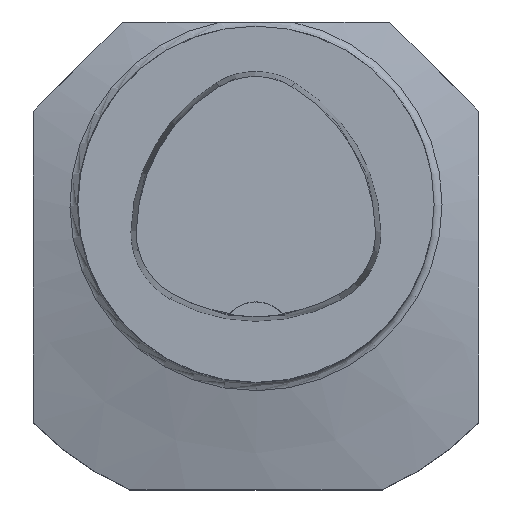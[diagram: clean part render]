
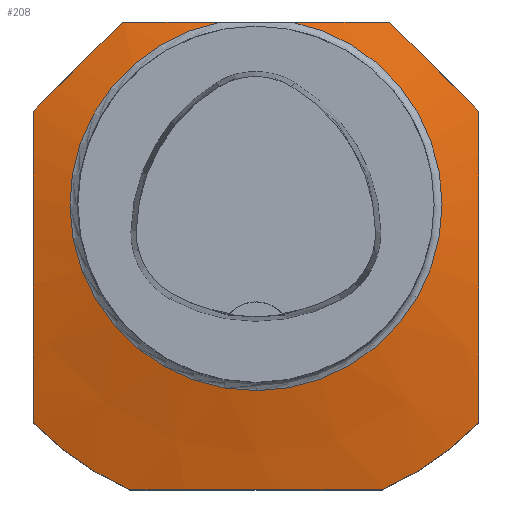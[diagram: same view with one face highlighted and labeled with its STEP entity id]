
A CAD part, top view. The second image highlights one B-rep face of the part: STEP entity #208.
In plain terms, the highlighted conical face has half-angle 75 degrees and reference radius 40 mm.
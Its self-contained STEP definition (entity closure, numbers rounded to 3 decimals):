
#49=CONICAL_SURFACE('',#1593,40.,75.);
#77=B_SPLINE_CURVE_WITH_KNOTS('',3,(#2240,#2241,#2242,#2243),
 .UNSPECIFIED.,.F.,.F.,(4,4),(0.,1.),.UNSPECIFIED.);
#78=B_SPLINE_CURVE_WITH_KNOTS('',3,(#2246,#2247,#2248,#2249),
 .UNSPECIFIED.,.F.,.F.,(4,4),(0.,1.),.UNSPECIFIED.);
#79=B_SPLINE_CURVE_WITH_KNOTS('',3,(#2251,#2252,#2253,#2254,#2255,#2256),
 .UNSPECIFIED.,.F.,.F.,(4,2,4),(0.,0.5,1.),.UNSPECIFIED.);
#80=B_SPLINE_CURVE_WITH_KNOTS('',3,(#2257,#2258,#2259,#2260,#2261,#2262),
 .UNSPECIFIED.,.F.,.F.,(4,2,4),(0.,0.5,1.),.UNSPECIFIED.);
#81=B_SPLINE_CURVE_WITH_KNOTS('',3,(#2266,#2267,#2268,#2269,#2270,#2271),
 .UNSPECIFIED.,.F.,.F.,(4,2,4),(0.,0.5,1.),.UNSPECIFIED.);
#82=B_SPLINE_CURVE_WITH_KNOTS('',3,(#2273,#2274,#2275,#2276),
 .UNSPECIFIED.,.F.,.F.,(4,4),(0.,1.),.UNSPECIFIED.);
#83=B_SPLINE_CURVE_WITH_KNOTS('',3,(#2278,#2279,#2280,#2281),
 .UNSPECIFIED.,.F.,.F.,(4,4),(0.,1.),.UNSPECIFIED.);
#127=FACE_OUTER_BOUND('',#609,.T.);
#208=ADVANCED_FACE('AR_BY_CN_IB_SU_4',(#127),#49,.T.);
#609=EDGE_LOOP('',(#741,#742,#743,#744,#745,#746,#747,#748,#749,#750));
#741=ORIENTED_EDGE('',*,*,#1291,.F.);
#742=ORIENTED_EDGE('',*,*,#1292,.T.);
#743=ORIENTED_EDGE('',*,*,#1293,.F.);
#744=ORIENTED_EDGE('',*,*,#1284,.F.);
#745=ORIENTED_EDGE('',*,*,#1294,.T.);
#746=ORIENTED_EDGE('',*,*,#1295,.F.);
#747=ORIENTED_EDGE('',*,*,#1296,.T.);
#748=ORIENTED_EDGE('',*,*,#1297,.T.);
#749=ORIENTED_EDGE('',*,*,#1298,.F.);
#750=ORIENTED_EDGE('',*,*,#1299,.T.);
#1147=VERTEX_POINT('',#2220);
#1148=VERTEX_POINT('',#2221);
#1153=VERTEX_POINT('',#2244);
#1154=VERTEX_POINT('',#2245);
#1155=VERTEX_POINT('',#2250);
#1156=VERTEX_POINT('',#2263);
#1157=VERTEX_POINT('',#2265);
#1158=VERTEX_POINT('',#2272);
#1159=VERTEX_POINT('',#2277);
#1160=VERTEX_POINT('',#2282);
#1284=EDGE_CURVE('',#1147,#1148,#1483,.T.);
#1291=EDGE_CURVE('',#1153,#1154,#77,.T.);
#1292=EDGE_CURVE('',#1153,#1155,#78,.T.);
#1293=EDGE_CURVE('',#1148,#1155,#79,.T.);
#1294=EDGE_CURVE('',#1147,#1156,#80,.T.);
#1295=EDGE_CURVE('',#1157,#1156,#1486,.T.);
#1296=EDGE_CURVE('',#1157,#1158,#81,.T.);
#1297=EDGE_CURVE('',#1158,#1159,#82,.T.);
#1298=EDGE_CURVE('',#1160,#1159,#83,.T.);
#1299=EDGE_CURVE('',#1160,#1154,#1487,.T.);
#1483=CIRCLE('',#1586,35.);
#1486=CIRCLE('',#1591,35.);
#1487=CIRCLE('',#1592,20.889);
#1586=AXIS2_PLACEMENT_3D('',#2219,#1773,#1774);
#1591=AXIS2_PLACEMENT_3D('',#2264,#1785,#1786);
#1592=AXIS2_PLACEMENT_3D('',#2283,#1787,#1788);
#1593=AXIS2_PLACEMENT_3D('',#2284,#1789,#1790);
#1773=DIRECTION('',(0.,0.,-1.));
#1774=DIRECTION('',(-1.,0.,0.));
#1785=DIRECTION('',(0.,0.,-1.));
#1786=DIRECTION('',(-1.,0.,0.));
#1787=DIRECTION('',(0.,0.,-1.));
#1788=DIRECTION('',(-1.,0.,0.));
#1789=DIRECTION('',(0.,0.,-1.));
#1790=DIRECTION('',(-1.,0.,0.));
#2219=CARTESIAN_POINT('',(0.,0.,-24.94));
#2220=CARTESIAN_POINT('',(-14.177,-32.,-24.94));
#2221=CARTESIAN_POINT('',(-25.,-24.495,-24.94));
#2240=CARTESIAN_POINT('',(-15.,20.5,-22.368));
#2241=CARTESIAN_POINT('',(-11.373,20.5,-21.794));
#2242=CARTESIAN_POINT('',(-7.719,20.5,-21.35));
#2243=CARTESIAN_POINT('',(-4.015,20.5,-21.159));
#2244=CARTESIAN_POINT('',(-15.,20.5,-22.368));
#2245=CARTESIAN_POINT('',(-4.015,20.5,-21.159));
#2246=CARTESIAN_POINT('',(-15.,20.5,-22.368));
#2247=CARTESIAN_POINT('',(-18.341,17.159,-22.174));
#2248=CARTESIAN_POINT('',(-21.674,13.826,-22.351));
#2249=CARTESIAN_POINT('',(-25.,10.5,-22.827));
#2250=CARTESIAN_POINT('',(-25.,10.5,-22.827));
#2251=CARTESIAN_POINT('',(-25.,-24.495,-24.94));
#2252=CARTESIAN_POINT('',(-25.,-18.706,-23.854));
#2253=CARTESIAN_POINT('',(-25.,-12.906,-22.949));
#2254=CARTESIAN_POINT('',(-25.,-1.25,-22.098));
#2255=CARTESIAN_POINT('',(-25.,4.611,-22.216));
#2256=CARTESIAN_POINT('',(-25.,10.5,-22.827));
#2257=CARTESIAN_POINT('',(-14.177,-32.,-24.94));
#2258=CARTESIAN_POINT('',(-9.469,-32.,-24.429));
#2259=CARTESIAN_POINT('',(-4.753,-32.,-24.137));
#2260=CARTESIAN_POINT('',(4.699,-32.,-24.135));
#2261=CARTESIAN_POINT('',(9.442,-32.,-24.426));
#2262=CARTESIAN_POINT('',(14.177,-32.,-24.94));
#2263=CARTESIAN_POINT('',(14.177,-32.,-24.94));
#2264=CARTESIAN_POINT('',(0.,0.,-24.94));
#2265=CARTESIAN_POINT('',(25.,-24.495,-24.94));
#2266=CARTESIAN_POINT('',(25.,-24.495,-24.94));
#2267=CARTESIAN_POINT('',(25.,-18.706,-23.854));
#2268=CARTESIAN_POINT('',(25.,-12.906,-22.949));
#2269=CARTESIAN_POINT('',(25.,-1.25,-22.098));
#2270=CARTESIAN_POINT('',(25.,4.611,-22.216));
#2271=CARTESIAN_POINT('',(25.,10.5,-22.827));
#2272=CARTESIAN_POINT('',(25.,10.5,-22.827));
#2273=CARTESIAN_POINT('',(25.,10.5,-22.827));
#2274=CARTESIAN_POINT('',(21.674,13.826,-22.351));
#2275=CARTESIAN_POINT('',(18.341,17.159,-22.174));
#2276=CARTESIAN_POINT('',(15.,20.5,-22.368));
#2277=CARTESIAN_POINT('',(15.,20.5,-22.368));
#2278=CARTESIAN_POINT('',(4.015,20.5,-21.159));
#2279=CARTESIAN_POINT('',(7.721,20.5,-21.35));
#2280=CARTESIAN_POINT('',(11.374,20.5,-21.794));
#2281=CARTESIAN_POINT('',(15.,20.5,-22.368));
#2282=CARTESIAN_POINT('',(4.015,20.5,-21.159));
#2283=CARTESIAN_POINT('',(0.,0.,-21.159));
#2284=CARTESIAN_POINT('',(0.,0.,-26.28));
